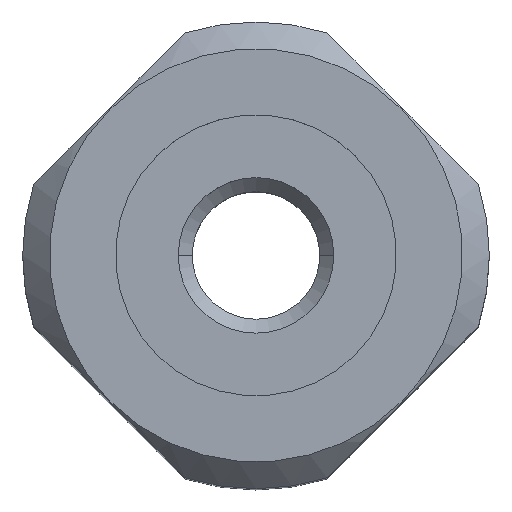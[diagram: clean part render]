
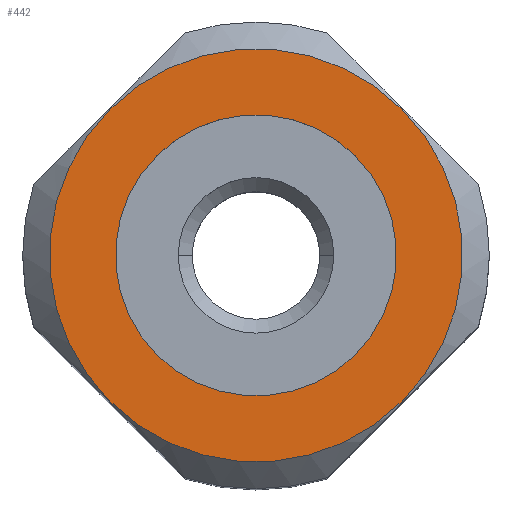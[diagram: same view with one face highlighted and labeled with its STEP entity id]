
A CAD part, top view. The second image highlights one B-rep face of the part: STEP entity #442.
In plain terms, the highlighted planar face has unit normal (0, 0, 1).
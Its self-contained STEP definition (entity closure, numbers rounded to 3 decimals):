
#410=EDGE_CURVE('',#702,#676,#1031,.T.);
#442=ADVANCED_FACE('',(#1067,#1068),#1069,.T.);
#608=EDGE_CURVE('',#888,#644,#1254,.T.);
#644=VERTEX_POINT('',#1295);
#676=VERTEX_POINT('',#1329);
#702=VERTEX_POINT('',#1356);
#878=EDGE_CURVE('',#644,#888,#1555,.T.);
#888=VERTEX_POINT('',#1566);
#910=EDGE_CURVE('',#676,#702,#1590,.T.);
#1031=CIRCLE('',#1770,5.418);
#1067=FACE_BOUND('',#1818,.T.);
#1068=FACE_OUTER_BOUND('',#1819,.T.);
#1069=PLANE('',#1820);
#1254=CIRCLE('',#2111,7.965);
#1295=CARTESIAN_POINT('',(-5.632,-5.632,0.));
#1329=CARTESIAN_POINT('',(3.831,3.831,0.0));
#1356=CARTESIAN_POINT('',(-3.831,-3.831,0.));
#1555=CIRCLE('',#2540,7.965);
#1566=CARTESIAN_POINT('',(5.632,5.632,0.0));
#1590=CIRCLE('',#2595,5.418);
#1770=AXIS2_PLACEMENT_3D('',#2719,#2720,#2721);
#1818=EDGE_LOOP('',(#2765,#2766));
#1819=EDGE_LOOP('',(#2767,#2768));
#1820=AXIS2_PLACEMENT_3D('',#2769,#2770,#2771);
#2111=AXIS2_PLACEMENT_3D('',#2968,#2969,#2970);
#2540=AXIS2_PLACEMENT_3D('',#3346,#3347,#3348);
#2595=AXIS2_PLACEMENT_3D('',#3394,#3395,#3396);
#2719=CARTESIAN_POINT('',(0.0,0.0,0.0));
#2720=DIRECTION('',(0.,0.,1.0));
#2721=DIRECTION('',(0.707,0.707,0.0));
#2765=ORIENTED_EDGE('',*,*,#910,.F.);
#2766=ORIENTED_EDGE('',*,*,#410,.F.);
#2767=ORIENTED_EDGE('',*,*,#608,.T.);
#2768=ORIENTED_EDGE('',*,*,#878,.T.);
#2769=CARTESIAN_POINT('',(4.732,4.732,0.0));
#2770=DIRECTION('',(0.,0.,1.0));
#2771=DIRECTION('',(0.707,0.707,0.0));
#2968=CARTESIAN_POINT('',(0.0,0.0,0.0));
#2969=DIRECTION('',(0.,0.,1.0));
#2970=DIRECTION('',(0.707,0.707,0.0));
#3346=CARTESIAN_POINT('',(0.0,0.0,0.0));
#3347=DIRECTION('',(0.,0.,1.0));
#3348=DIRECTION('',(0.707,0.707,0.0));
#3394=CARTESIAN_POINT('',(0.0,0.0,0.0));
#3395=DIRECTION('',(0.,0.,1.0));
#3396=DIRECTION('',(0.707,0.707,0.0));
